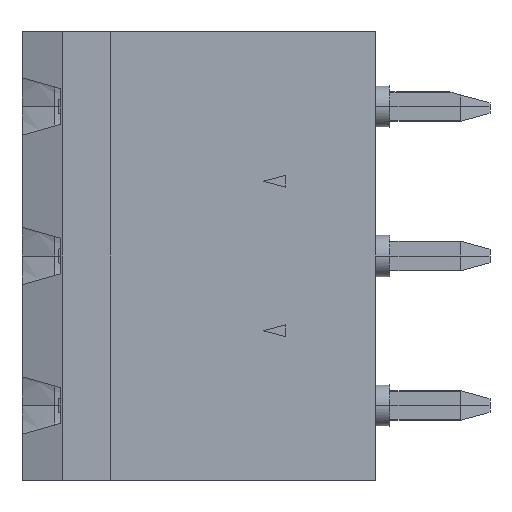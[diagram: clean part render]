
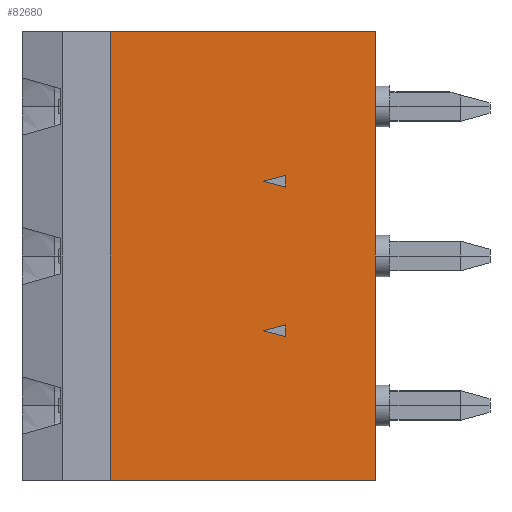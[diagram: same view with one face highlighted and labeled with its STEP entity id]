
A CAD part, left-side view. The second image highlights one B-rep face of the part: STEP entity #82680.
In plain terms, the highlighted face is planar.
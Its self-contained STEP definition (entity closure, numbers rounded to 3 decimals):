
#7310=CARTESIAN_POINT('',(36.627,45.443,
   2.54));
#7320=VERTEX_POINT('',#7310);
#7350=CARTESIAN_POINT('',(0.,45.443,
   2.54));
#7360=DIRECTION('',(1.,0.,
   0.));
#7370=VECTOR('',#7360,1.);
#7380=LINE('',#7350,#7370);
#7390=CARTESIAN_POINT('',(45.627,45.443,
   2.54));
#7400=VERTEX_POINT('',#7390);
#7410=EDGE_CURVE('',#7320,#7400,#7380,.T.);
#27070=CARTESIAN_POINT('',(39.677,45.443
   ,0.));
#27080=DIRECTION('',(0.,0.,
   1.));
#27090=VECTOR('',#27080,1.);
#27100=LINE('',#27070,#27090);
#27110=CARTESIAN_POINT('',(39.677,45.443
   ,-2.741));
#27120=VERTEX_POINT('',#27110);
#27130=CARTESIAN_POINT('',(39.677,45.443
   ,-2.339));
#27140=VERTEX_POINT('',#27130);
#27150=EDGE_CURVE('',#27120,#27140,#27100,.T.);
#27540=CARTESIAN_POINT('',(-0.05,
   45.443,-13.386));
#27550=DIRECTION('',(-0.966,0.,
   -0.259));
#27560=VECTOR('',#27550,1.);
#27570=LINE('',#27540,#27560);
#27580=CARTESIAN_POINT('',(40.427,45.443
   ,-2.54));
#27590=VERTEX_POINT('',#27580);
#27600=EDGE_CURVE('',#27590,#27120,#27570,.T.);
#27920=CARTESIAN_POINT('',(-0.05,
   45.443,8.306));
#27930=DIRECTION('',(0.966,0.,
   -0.259));
#27940=VECTOR('',#27930,1.);
#27950=LINE('',#27920,#27940);
#27960=EDGE_CURVE('',#27140,#27590,#27950,.T.);
#52450=CARTESIAN_POINT('',(45.627,45.443
   ,-12.7));
#52460=VERTEX_POINT('',#52450);
#52490=CARTESIAN_POINT('',(0.,45.443
   ,-12.7));
#52500=DIRECTION('',(1.,0.,
   0.));
#52510=VECTOR('',#52500,1.);
#52520=LINE('',#52490,#52510);
#52530=CARTESIAN_POINT('',(36.627,45.443
   ,-12.7));
#52540=VERTEX_POINT('',#52530);
#52550=EDGE_CURVE('',#52540,#52460,#52520,.T.);
#81980=CARTESIAN_POINT('',(45.627,45.443
   ,-5.08));
#81990=DIRECTION('',(0.,0.,
   1.));
#82000=VECTOR('',#81990,1.);
#82010=LINE('',#81980,#82000);
#82020=EDGE_CURVE('',#52460,#7400,#82010,.T.);
#82210=CARTESIAN_POINT('',(45.627,45.443
   ,-5.16));
#82220=DIRECTION('',(0.,1.,
   0.));
#82230=DIRECTION('',(1.,0.,
   0.));
#82240=AXIS2_PLACEMENT_3D('',#82210,#82220,#82230);
#82250=PLANE('',#82240);
#82260=ORIENTED_EDGE('',*,*,#52550,.F.);
#82270=ORIENTED_EDGE('',*,*,#82020,.F.);
#82280=ORIENTED_EDGE('',*,*,#7410,.T.);
#82290=CARTESIAN_POINT('',(36.627,45.443
   ,-5.08));
#82300=DIRECTION('',(0.,0.,
   -1.));
#82310=VECTOR('',#82300,1.);
#82320=LINE('',#82290,#82310);
#82330=EDGE_CURVE('',#7320,#52540,#82320,.T.);
#82340=ORIENTED_EDGE('',*,*,#82330,.F.);
#82350=EDGE_LOOP('',(#82340,#82280,#82270,#82260));
#82360=FACE_OUTER_BOUND('',#82350,.T.);
#82370=CARTESIAN_POINT('',(-0.05,
   45.443,-18.466));
#82380=DIRECTION('',(-0.966,0.,
   -0.259));
#82390=VECTOR('',#82380,1.);
#82400=LINE('',#82370,#82390);
#82410=CARTESIAN_POINT('',(40.427,45.443
   ,-7.62));
#82420=VERTEX_POINT('',#82410);
#82430=CARTESIAN_POINT('',(39.677,45.443
   ,-7.821));
#82440=VERTEX_POINT('',#82430);
#82450=EDGE_CURVE('',#82420,#82440,#82400,.T.);
#82460=ORIENTED_EDGE('',*,*,#82450,.F.);
#82470=CARTESIAN_POINT('',(39.677,45.443
   ,-5.08));
#82480=DIRECTION('',(0.,0.,
   1.));
#82490=VECTOR('',#82480,1.);
#82500=LINE('',#82470,#82490);
#82510=CARTESIAN_POINT('',(39.677,45.443
   ,-7.419));
#82520=VERTEX_POINT('',#82510);
#82530=EDGE_CURVE('',#82440,#82520,#82500,.T.);
#82540=ORIENTED_EDGE('',*,*,#82530,.F.);
#82550=CARTESIAN_POINT('',(-0.05,
   45.443,3.226));
#82560=DIRECTION('',(0.966,0.,
   -0.259));
#82570=VECTOR('',#82560,1.);
#82580=LINE('',#82550,#82570);
#82590=EDGE_CURVE('',#82520,#82420,#82580,.T.);
#82600=ORIENTED_EDGE('',*,*,#82590,.F.);
#82610=EDGE_LOOP('',(#82600,#82540,#82460));
#82620=FACE_BOUND('',#82610,.T.);
#82630=ORIENTED_EDGE('',*,*,#27600,.F.);
#82640=ORIENTED_EDGE('',*,*,#27150,.F.);
#82650=ORIENTED_EDGE('',*,*,#27960,.F.);
#82660=EDGE_LOOP('',(#82650,#82640,#82630));
#82670=FACE_BOUND('',#82660,.T.);
#82680=ADVANCED_FACE('',(#82360,#82620,#82670),#82250,.T.);
